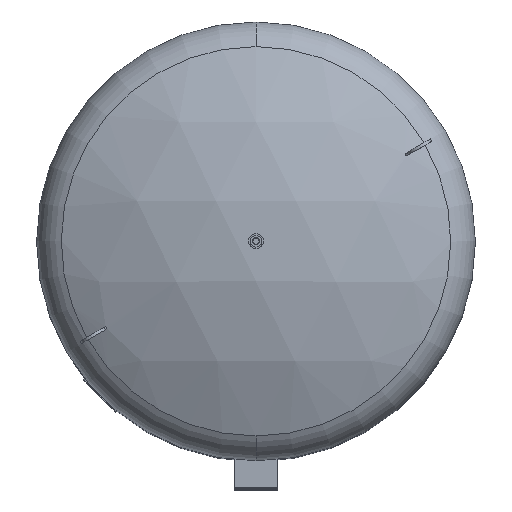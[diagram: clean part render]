
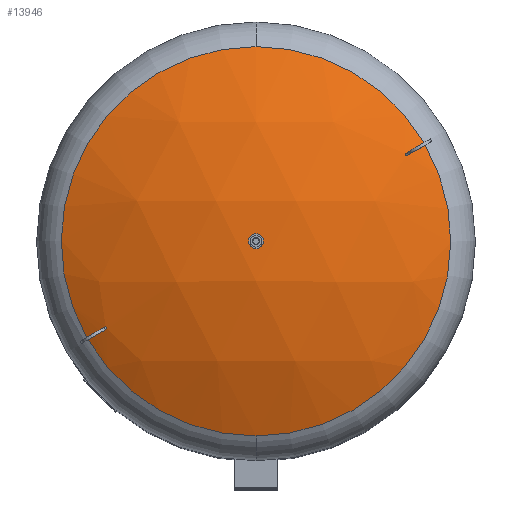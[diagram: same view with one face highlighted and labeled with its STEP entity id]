
A CAD part, top view. The second image highlights one B-rep face of the part: STEP entity #13946.
In plain terms, the highlighted spherical face has radius 1006 mm.
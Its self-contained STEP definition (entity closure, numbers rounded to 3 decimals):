
#13358=CARTESIAN_POINT('',(0.,-443.778,1865.827));
#13359=VERTEX_POINT('',#13358);
#13375=CARTESIAN_POINT('',(0.,443.778,1865.827));
#13376=VERTEX_POINT('',#13375);
#13384=CARTESIAN_POINT('',(382.814,224.482,1865.827));
#13385=VERTEX_POINT('',#13384);
#13386=CARTESIAN_POINT('',(0.,0.,1865.827));
#13387=DIRECTION('',(0.0,0.0,-1.0));
#13388=DIRECTION('',(1.0,0.0,0.0));
#13389=AXIS2_PLACEMENT_3D('',#13386,#13387,#13388);
#13390=CIRCLE('',#13389,443.778);
#13391=EDGE_CURVE('',#13376,#13385,#13390,.T.);
#13418=CARTESIAN_POINT('',(385.814,219.286,1865.827));
#13419=VERTEX_POINT('',#13418);
#13431=CARTESIAN_POINT('',(0.,0.,1865.827));
#13432=DIRECTION('',(0.0,0.0,-1.0));
#13433=DIRECTION('',(1.0,0.0,0.0));
#13434=AXIS2_PLACEMENT_3D('',#13431,#13432,#13433);
#13435=CIRCLE('',#13434,443.778);
#13436=EDGE_CURVE('',#13419,#13359,#13435,.T.);
#13488=CARTESIAN_POINT('',(-382.814,-224.482,1865.827));
#13489=VERTEX_POINT('',#13488);
#13503=CARTESIAN_POINT('',(-339.752,-199.62,1888.611));
#13504=VERTEX_POINT('',#13503);
#13505=CARTESIAN_POINT('',(1.5,-2.598,963.));
#13506=DIRECTION('',(0.5,-0.866,0.0));
#13507=DIRECTION('',(0.0,0.0,1.0));
#13508=AXIS2_PLACEMENT_3D('',#13505,#13506,#13507);
#13509=CIRCLE('',#13508,1005.996);
#13510=EDGE_CURVE('',#13504,#13489,#13509,.T.);
#13553=CARTESIAN_POINT('',(-342.752,-194.424,1888.611));
#13554=VERTEX_POINT('',#13553);
#13555=CARTESIAN_POINT('',(-110.683,-63.903,927.593));
#13556=DIRECTION('',(0.835,0.482,0.267));
#13557=DIRECTION('',(0.0,0.485,-0.875));
#13558=AXIS2_PLACEMENT_3D('',#13555,#13556,#13557);
#13559=CIRCLE('',#13558,997.22);
#13560=EDGE_CURVE('',#13554,#13504,#13559,.T.);
#13638=CARTESIAN_POINT('',(-385.814,-219.286,1865.827));
#13639=VERTEX_POINT('',#13638);
#13660=CARTESIAN_POINT('',(-1.5,2.598,963.));
#13661=DIRECTION('',(-0.5,0.866,0.0));
#13662=DIRECTION('',(0.0,0.0,-1.0));
#13663=AXIS2_PLACEMENT_3D('',#13660,#13661,#13662);
#13664=CIRCLE('',#13663,1005.996);
#13665=EDGE_CURVE('',#13639,#13554,#13664,.T.);
#13692=CARTESIAN_POINT('',(0.,0.,1865.827));
#13693=DIRECTION('',(0.0,0.0,-1.0));
#13694=DIRECTION('',(1.0,0.0,0.0));
#13695=AXIS2_PLACEMENT_3D('',#13692,#13693,#13694);
#13696=CIRCLE('',#13695,443.778);
#13697=EDGE_CURVE('',#13359,#13489,#13696,.T.);
#13702=CARTESIAN_POINT('',(0.,0.,1865.827));
#13703=DIRECTION('',(0.0,0.0,-1.0));
#13704=DIRECTION('',(1.0,0.0,0.0));
#13705=AXIS2_PLACEMENT_3D('',#13702,#13703,#13704);
#13706=CIRCLE('',#13705,443.778);
#13707=EDGE_CURVE('',#13639,#13376,#13706,.T.);
#13727=CARTESIAN_POINT('',(339.752,199.62,1888.611));
#13728=VERTEX_POINT('',#13727);
#13729=CARTESIAN_POINT('',(-1.5,2.598,963.));
#13730=DIRECTION('',(-0.5,0.866,0.0));
#13731=DIRECTION('',(0.0,0.0,-1.0));
#13732=AXIS2_PLACEMENT_3D('',#13729,#13730,#13731);
#13733=CIRCLE('',#13732,1005.996);
#13734=EDGE_CURVE('',#13728,#13385,#13733,.T.);
#13777=CARTESIAN_POINT('',(342.752,194.424,1888.611));
#13778=VERTEX_POINT('',#13777);
#13779=CARTESIAN_POINT('',(110.683,63.903,927.593));
#13780=DIRECTION('',(-0.835,-0.482,0.267));
#13781=DIRECTION('',(0.0,0.485,0.875));
#13782=AXIS2_PLACEMENT_3D('',#13779,#13780,#13781);
#13783=CIRCLE('',#13782,997.22);
#13784=EDGE_CURVE('',#13778,#13728,#13783,.T.);
#13915=CARTESIAN_POINT('',(1.5,-2.598,963.));
#13916=DIRECTION('',(0.5,-0.866,0.0));
#13917=DIRECTION('',(0.0,0.0,1.0));
#13918=AXIS2_PLACEMENT_3D('',#13915,#13916,#13917);
#13919=CIRCLE('',#13918,1005.996);
#13920=EDGE_CURVE('',#13419,#13778,#13919,.T.);
#13929=CARTESIAN_POINT('',(0.,0.,963.));
#13930=DIRECTION('',(0.0,-1.0,0.0));
#13931=DIRECTION('',(-1.0,0.0,0.0));
#13932=AXIS2_PLACEMENT_3D('',#13929,#13930,#13931);
#13933=SPHERICAL_SURFACE('',#13932,1006.);
#13934=ORIENTED_EDGE('',*,*,#13510,.T.);
#13935=ORIENTED_EDGE('',*,*,#13697,.F.);
#13936=ORIENTED_EDGE('',*,*,#13436,.F.);
#13937=ORIENTED_EDGE('',*,*,#13920,.T.);
#13938=ORIENTED_EDGE('',*,*,#13784,.T.);
#13939=ORIENTED_EDGE('',*,*,#13734,.T.);
#13940=ORIENTED_EDGE('',*,*,#13391,.F.);
#13941=ORIENTED_EDGE('',*,*,#13707,.F.);
#13942=ORIENTED_EDGE('',*,*,#13665,.T.);
#13943=ORIENTED_EDGE('',*,*,#13560,.T.);
#13944=EDGE_LOOP('',(#13934,#13935,#13936,#13937,#13938,#13939,#13940,#13941,#13942,#13943));
#13945=FACE_OUTER_BOUND('',#13944,.T.);
#13946=ADVANCED_FACE('',(#13945),#13933,.T.);
